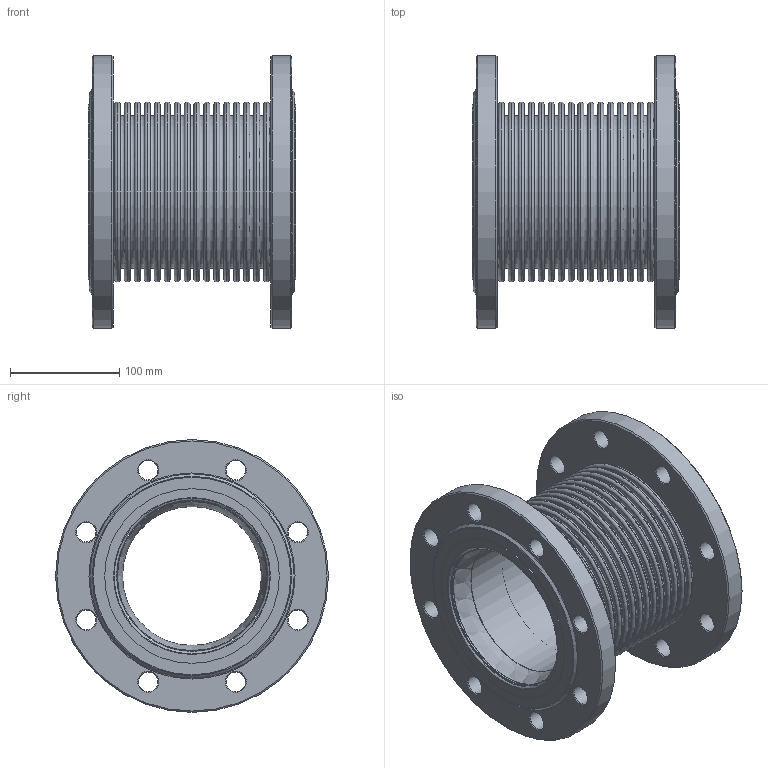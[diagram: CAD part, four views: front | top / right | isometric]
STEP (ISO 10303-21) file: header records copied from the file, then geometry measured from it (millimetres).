
FILE_DESCRIPTION(('HOOPS Exchange Step'),'2;1');
FILE_NAME('KP03_DN125_PN16.stp','2025-10-31T16:23:19+01:00',('nieru'),('Unknown organisation'),'HOOPS Exchange 2024.2','HOOPS Exchange','Unknown authorisation');
FILE_SCHEMA( ('AP203_CONFIGURATION_CONTROLLED_3D_DESIGN_OF_MECHANICAL_PARTS_AND_ASSEMBLIES_MIM_LF') );
Length unit declared in the file: millimetre
Products named in the file (2): 0; root
Assembly tree (1 placements, depth 2):
  root
    0
Bounding box: 190 x 250 x 250 mm (x, y, z)
Volume: 1457954.2 mm3; surface area: 941521.3 mm2
Topology: 5 solids, 5 shells, 292 faces, 773 edges, 495 vertices
Faces by surface type: torus 126, cone 104, cylinder 40, plane 14, bspline 8
Full cylindrical faces by diameter (mm): 18 x16, 127.3 x1, 128.5 x1, 129.1 x1, 130.3 x1, 136.7 x2, 137.9 x2, 138.5 x4, 139.7 x8, 160 x2, 250 x2
Entity records: 11600 total; most frequent: CARTESIAN_POINT 3727, DIRECTION 1940, ORIENTED_EDGE 1546, AXIS2_PLACEMENT_3D 898, EDGE_CURVE 773, CIRCLE 611, VERTEX_POINT 495, EDGE_LOOP 338
